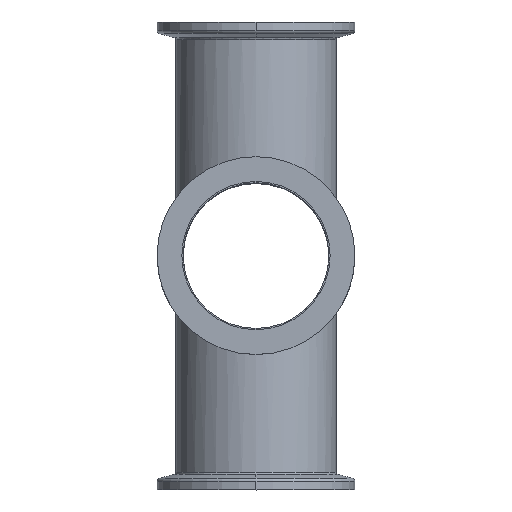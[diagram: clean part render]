
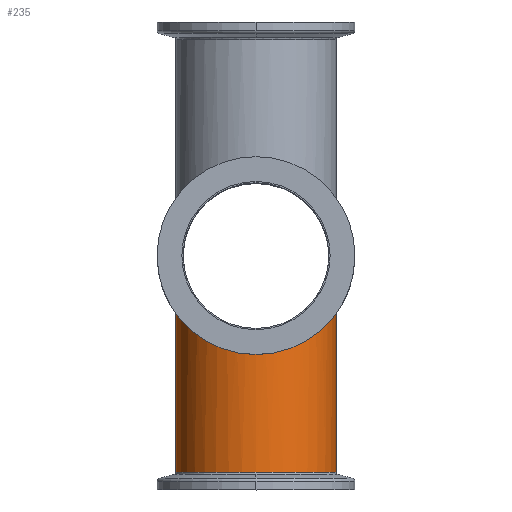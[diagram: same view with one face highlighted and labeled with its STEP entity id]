
A CAD part, top view. The second image highlights one B-rep face of the part: STEP entity #235.
In plain terms, the highlighted cylindrical face has radius 22.25 mm (diameter 44.5 mm), a partial arc.
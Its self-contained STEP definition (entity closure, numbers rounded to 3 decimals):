
#49=CARTESIAN_POINT('',(-22.25,0.0,59.0));
#50=VERTEX_POINT('',#49);
#59=CARTESIAN_POINT('',(22.25,0.0,59.0));
#60=VERTEX_POINT('',#59);
#61=CARTESIAN_POINT('',(0.,0.0,59.0));
#62=DIRECTION('',(0.0,0.707,0.707));
#63=DIRECTION('',(0.0,-0.707,0.707));
#64=AXIS2_PLACEMENT_3D('',#61,#62,#63);
#65=ELLIPSE('',#64,31.466,22.25);
#66=EDGE_CURVE('',#50,#60,#65,.T.);
#204=CARTESIAN_POINT('',(0.,59.0,59.0));
#205=DIRECTION('',(0.0,-1.0,0.0));
#206=DIRECTION('',(1.0,0.0,0.0));
#207=AXIS2_PLACEMENT_3D('',#204,#205,#206);
#208=CYLINDRICAL_SURFACE('',#207,22.25);
#209=CARTESIAN_POINT('',(22.25,-60.133,59.));
#210=VERTEX_POINT('',#209);
#211=CARTESIAN_POINT('',(22.25,0.0,59.0));
#212=DIRECTION('',(0.0,-1.0,0.0));
#213=VECTOR('',#212,60.133);
#214=LINE('',#211,#213);
#215=EDGE_CURVE('',#60,#210,#214,.T.);
#216=ORIENTED_EDGE('',*,*,#215,.F.);
#217=ORIENTED_EDGE('',*,*,#66,.F.);
#218=CARTESIAN_POINT('',(-22.25,-60.133,59.));
#219=VERTEX_POINT('',#218);
#220=CARTESIAN_POINT('',(-22.25,-60.133,59.));
#221=DIRECTION('',(0.0,1.0,0.0));
#222=VECTOR('',#221,60.133);
#223=LINE('',#220,#222);
#224=EDGE_CURVE('',#219,#50,#223,.T.);
#225=ORIENTED_EDGE('',*,*,#224,.F.);
#226=CARTESIAN_POINT('',(0.,-60.133,59.));
#227=DIRECTION('',(0.0,-1.0,0.0));
#228=DIRECTION('',(0.0,0.0,1.0));
#229=AXIS2_PLACEMENT_3D('',#226,#227,#228);
#230=CIRCLE('',#229,22.25);
#231=EDGE_CURVE('',#210,#219,#230,.T.);
#232=ORIENTED_EDGE('',*,*,#231,.F.);
#233=EDGE_LOOP('',(#216,#217,#225,#232));
#234=FACE_OUTER_BOUND('',#233,.T.);
#235=ADVANCED_FACE('',(#234),#208,.T.);
